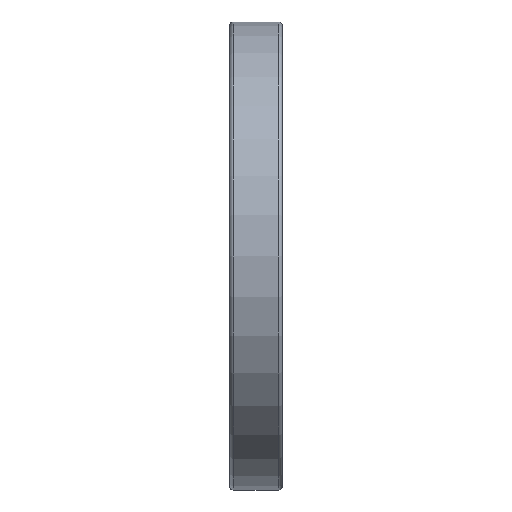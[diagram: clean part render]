
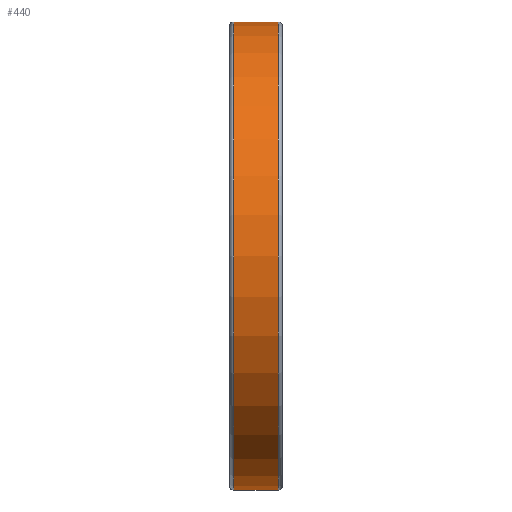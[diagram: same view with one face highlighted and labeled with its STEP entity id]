
A CAD part, front view. The second image highlights one B-rep face of the part: STEP entity #440.
In plain terms, the highlighted cylindrical face has radius 57.5 mm (diameter 115 mm), a full revolution.
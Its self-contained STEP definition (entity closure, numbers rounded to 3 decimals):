
#30=CYLINDRICAL_SURFACE('',#798,57.5);
#74=ORIENTED_EDGE('',*,*,#129,.T.);
#75=ORIENTED_EDGE('',*,*,#141,.F.);
#129=EDGE_CURVE('',#304,#304,#169,.T.);
#141=EDGE_CURVE('',#316,#316,#181,.T.);
#169=CIRCLE('',#773,57.5);
#181=CIRCLE('',#797,57.5);
#234=EDGE_LOOP('',(#74));
#235=EDGE_LOOP('',(#75));
#304=VERTEX_POINT('',#1179);
#316=VERTEX_POINT('',#1215);
#371=FACE_BOUND('',#234,.T.);
#372=FACE_BOUND('',#235,.T.);
#440=ADVANCED_FACE('',(#371,#372),#30,.T.);
#773=AXIS2_PLACEMENT_3D('',#1178,#961,#962);
#797=AXIS2_PLACEMENT_3D('',#1214,#1009,#1010);
#798=AXIS2_PLACEMENT_3D('',#1216,#1011,#1012);
#961=DIRECTION('',(1.,0.,0.));
#962=DIRECTION('',(0.,0.,-1.));
#1009=DIRECTION('',(1.,0.,0.));
#1010=DIRECTION('',(0.,0.,-1.));
#1011=DIRECTION('',(1.,0.,0.));
#1012=DIRECTION('',(0.,0.,-1.));
#1178=CARTESIAN_POINT('',(1.,0.,0.));
#1179=CARTESIAN_POINT('',(1.,0.,-57.5));
#1214=CARTESIAN_POINT('',(12.,0.,0.));
#1215=CARTESIAN_POINT('',(12.,0.,-57.5));
#1216=CARTESIAN_POINT('',(50.,0.,0.));
